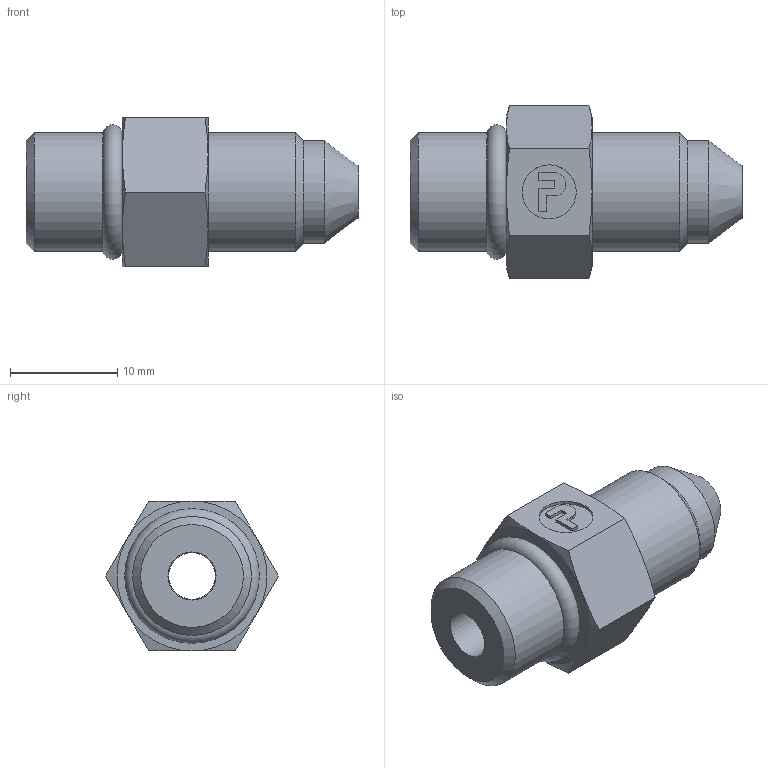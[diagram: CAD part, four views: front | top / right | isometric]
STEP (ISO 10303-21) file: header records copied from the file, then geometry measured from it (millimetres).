
FILE_DESCRIPTION(/* description */ ('STEP AP214'),/* implementation_level */ '2;1');
FILE_NAME(/* name */ '4 F5OX-SS',/* time_stamp */ '2025-01-14T22:12:46+01:00',/* author */ ('License CC BY-ND 4.0'),/* organization */ ('CADENAS'),/* preprocessor_version */ 'ST-DEVELOPER v19.3',/* originating_system */ 'PARTsolutions',/* authorisation */ ' ');
FILE_SCHEMA (('AUTOMOTIVE_DESIGN {1 0 10303 214 3 1 1}'));
Length unit declared in the file: millimetre
Products named in the file (1): 4 F5OX-SS
Bounding box: 31 x 16.17 x 14 mm (x, y, z)
Volume: 2906 mm3; surface area: 1847.7 mm2
Topology: 1 solids, 1 shells, 46 faces, 103 edges, 63 vertices
Faces by surface type: plane 21, cone 16, cylinder 8, torus 1
Full cylindrical faces by diameter (mm): 4.36 x1, 4.49 x1, 5.04 x1, 9.601 x1, 11.113 x3
Entity records: 1549 total; most frequent: CARTESIAN_POINT 267, DIRECTION 188, ORIENTED_EDGE 176, EDGE_CURVE 88, AXIS2_PLACEMENT_3D 77, EDGE_LOOP 64, FACE_BOUND 64, VERTEX_POINT 60
